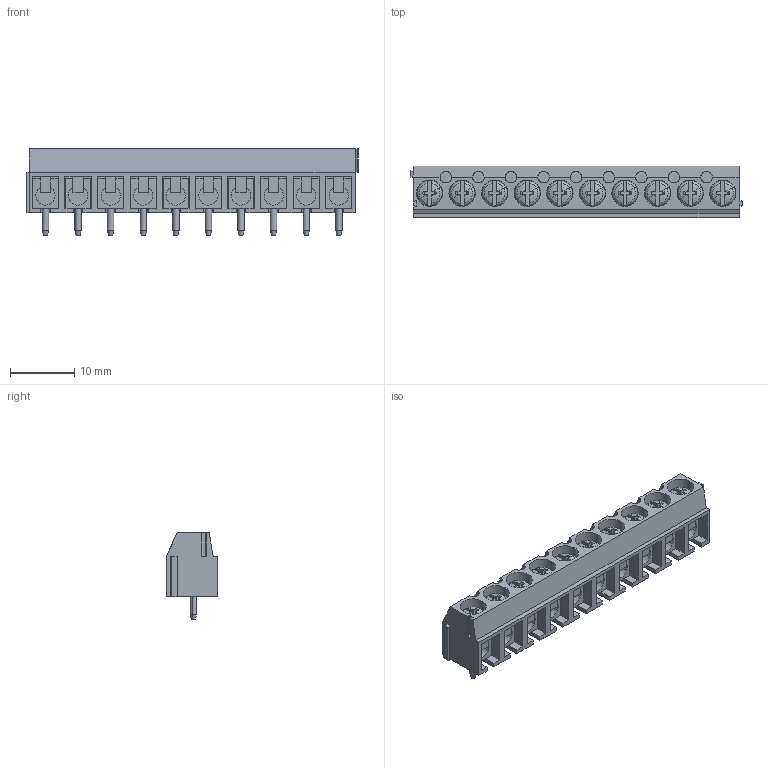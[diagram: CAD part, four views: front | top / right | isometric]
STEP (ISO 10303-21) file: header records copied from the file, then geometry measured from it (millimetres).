
FILE_DESCRIPTION(('CATIA V5 STEP Exchange','CAx-IF Rec.Pracs.--- Model Styling and Organization---1.4--- 2014-01-23'),'2;1');
FILE_NAME ('D1449991_1_1234620000_1234620000.stp','2021-04-07T13:47:45+00:00',('none'),('Weidmueller'),'CATIA Version 5-6 Release 2016 SP3 HF44','CATIA V5 STEP AP214','none');
FILE_SCHEMA(('AUTOMOTIVE_DESIGN { 1 0 10303 214 1 1 1 1 }'));
Length unit declared in the file: millimetre
Products named in the file (1): 1234620000
Bounding box: 51.75 x 8 x 13.5 mm (x, y, z)
Volume: 2692.3 mm3; surface area: 5278.9 mm2
Topology: 21 solids, 21 shells, 645 faces, 1705 edges, 1122 vertices
Faces by surface type: plane 395, cylinder 110, cone 60, torus 40, revolution 40
Entity records: 18981 total; most frequent: CARTESIAN_POINT 4768, ORIENTED_EDGE 3410, DIRECTION 2040, EDGE_CURVE 1705, VERTEX_POINT 1122, VECTOR 971, LINE 971, AXIS2_PLACEMENT_3D 759
